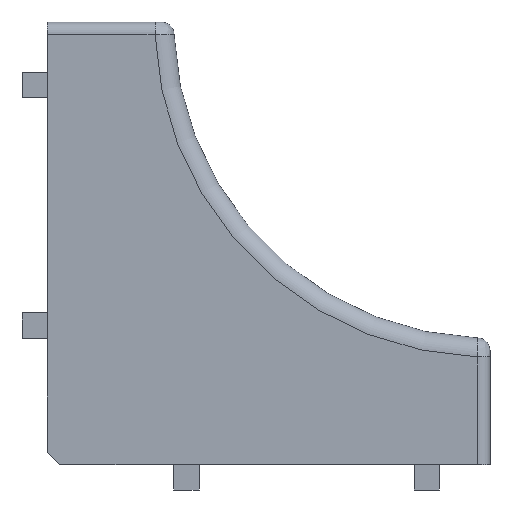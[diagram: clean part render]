
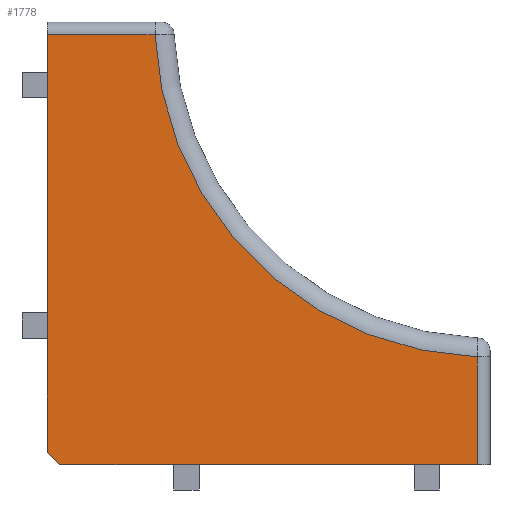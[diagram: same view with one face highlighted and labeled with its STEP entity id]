
A CAD part, front view. The second image highlights one B-rep face of the part: STEP entity #1778.
In plain terms, the highlighted planar face has unit normal (0, -1, 0).
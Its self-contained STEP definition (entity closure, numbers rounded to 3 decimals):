
#83=CIRCLE('',#1903,26.5);
#142=FACE_OUTER_BOUND('',#246,.T.);
#246=EDGE_LOOP('',(#1115,#1116,#1117,#1118,#1119,#1120));
#359=LINE('',#2545,#535);
#363=LINE('',#2553,#539);
#364=LINE('',#2555,#540);
#365=LINE('',#2559,#541);
#366=LINE('',#2560,#542);
#535=VECTOR('',#2059,10.);
#539=VECTOR('',#2065,10.);
#540=VECTOR('',#2066,10.);
#541=VECTOR('',#2069,10.);
#542=VECTOR('',#2070,10.);
#711=VERTEX_POINT('',#2543);
#712=VERTEX_POINT('',#2544);
#715=VERTEX_POINT('',#2552);
#716=VERTEX_POINT('',#2554);
#717=VERTEX_POINT('',#2556);
#718=VERTEX_POINT('',#2558);
#861=EDGE_CURVE('',#711,#712,#359,.T.);
#865=EDGE_CURVE('',#711,#715,#363,.T.);
#866=EDGE_CURVE('',#716,#715,#364,.T.);
#867=EDGE_CURVE('',#717,#716,#83,.T.);
#868=EDGE_CURVE('',#718,#717,#365,.T.);
#869=EDGE_CURVE('',#712,#718,#366,.T.);
#1115=ORIENTED_EDGE('',*,*,#861,.F.);
#1116=ORIENTED_EDGE('',*,*,#865,.T.);
#1117=ORIENTED_EDGE('',*,*,#866,.F.);
#1118=ORIENTED_EDGE('',*,*,#867,.F.);
#1119=ORIENTED_EDGE('',*,*,#868,.F.);
#1120=ORIENTED_EDGE('',*,*,#869,.F.);
#1612=PLANE('',#1902);
#1778=ADVANCED_FACE('',(#142),#1612,.T.);
#1902=AXIS2_PLACEMENT_3D('',#2551,#2063,#2064);
#1903=AXIS2_PLACEMENT_3D('',#2557,#2067,#2068);
#2059=DIRECTION('',(-0.707,0.,0.707));
#2063=DIRECTION('center_axis',(0.,-1.,0.));
#2064=DIRECTION('ref_axis',(1.,0.,0.));
#2065=DIRECTION('',(1.,0.,0.));
#2066=DIRECTION('',(0.,0.,-1.));
#2067=DIRECTION('center_axis',(0.,-1.,0.));
#2068=DIRECTION('ref_axis',(-0.707,0.,-0.707));
#2069=DIRECTION('',(1.,0.,0.));
#2070=DIRECTION('',(0.,0.,1.));
#2543=CARTESIAN_POINT('',(-16.5,-13.5,0.));
#2544=CARTESIAN_POINT('',(-17.5,-13.5,1.));
#2545=CARTESIAN_POINT('',(-17.,-13.5,0.5));
#2551=CARTESIAN_POINT('Origin',(-17.5,-13.5,0.));
#2552=CARTESIAN_POINT('',(16.5,-13.5,0.));
#2553=CARTESIAN_POINT('',(-17.5,-13.5,0.));
#2554=CARTESIAN_POINT('',(16.5,-13.5,8.519));
#2555=CARTESIAN_POINT('',(16.5,-13.5,0.));
#2556=CARTESIAN_POINT('',(-8.981,-13.5,34.));
#2557=CARTESIAN_POINT('Origin',(17.5,-13.5,35.));
#2558=CARTESIAN_POINT('',(-17.5,-13.5,34.));
#2559=CARTESIAN_POINT('',(-16.325,-13.5,34.));
#2560=CARTESIAN_POINT('',(-17.5,-13.5,0.));
